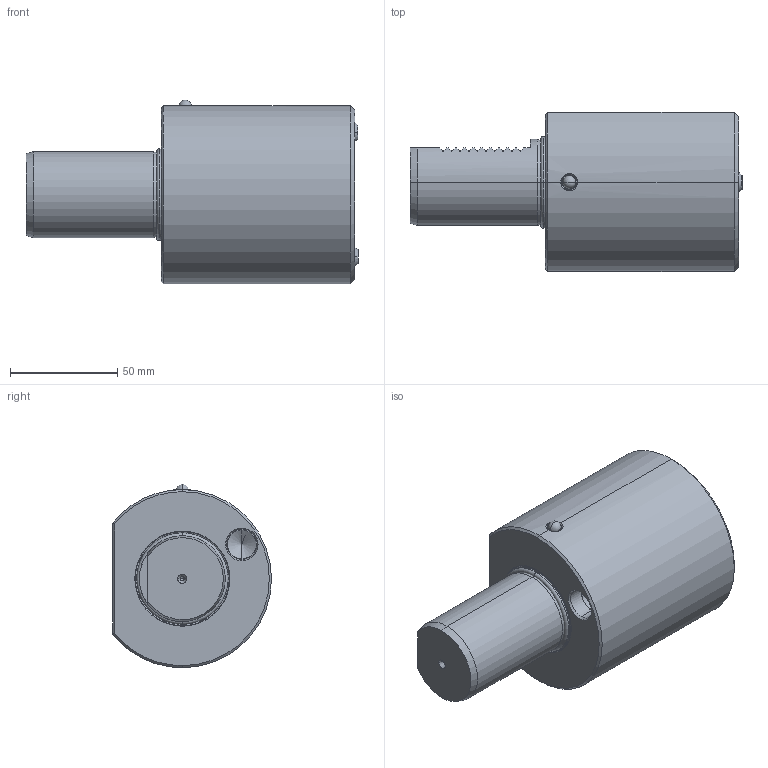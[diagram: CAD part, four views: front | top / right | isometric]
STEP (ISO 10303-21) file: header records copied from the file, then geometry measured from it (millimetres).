
FILE_DESCRIPTION (( 'STEP AP203' ), '1' );
FILE_NAME ('409.52.40.STEP', '2016-11-26T06:55:05', ( '' ), ( '' ), 'SwSTEP 2.0', 'SolidWorks 2012', '' );
FILE_SCHEMA (( 'CONFIG_CONTROL_DESIGN' ));
Length unit declared in the file: millimetre
Products named in the file (8): 皿頭_M4xP0.7x8L; 409.52.40; 管螺文螺絲; M10xP1.5x12; 2-44100006N4出水銅嘴; 7止水鉚珠; O型環38.7; VDI40        E2_40
Assembly tree (11 placements, depth 2):
  409.52.40
    VDI40        E2_40
    2-44100006N4出水銅嘴  x2
    M10xP1.5x12  x3
    7止水鉚珠
    O型環38.7
    皿頭_M4xP0.7x8L  x2
    管螺文螺絲
Bounding box: 154.57 x 74 x 85.47 mm (x, y, z)
Volume: 424163.2 mm3; surface area: 63196.9 mm2
Topology: 12 solids, 12 shells, 615 faces, 1633 edges, 1028 vertices
Faces by surface type: cylinder 262, cone 193, plane 110, bspline 32, torus 12, sphere 6
Entity records: 35644 total; most frequent: CARTESIAN_POINT 23832, ORIENTED_EDGE 2562, DIRECTION 1984, EDGE_CURVE 1281, VERTEX_POINT 805, AXIS2_PLACEMENT_3D 748, EDGE_LOOP 518, FACE_OUTER_BOUND 495
